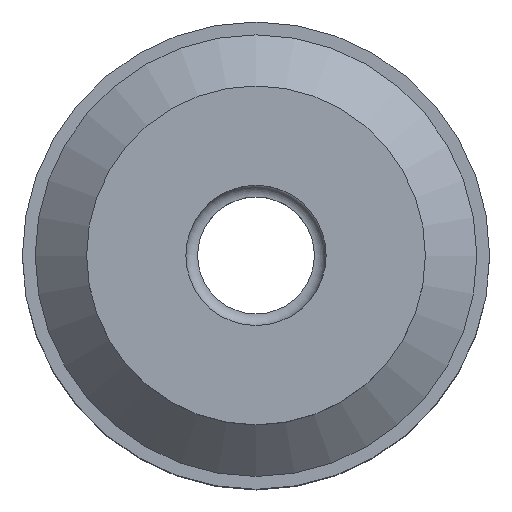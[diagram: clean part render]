
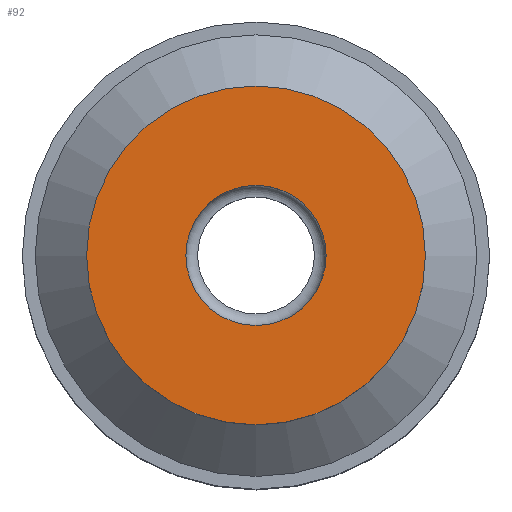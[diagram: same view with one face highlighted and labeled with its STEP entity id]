
A CAD part, top view. The second image highlights one B-rep face of the part: STEP entity #92.
In plain terms, the highlighted planar face has unit normal (0, 0, 1).
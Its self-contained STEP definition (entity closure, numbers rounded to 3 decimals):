
#92 = ADVANCED_FACE( '', ( #177, #178 ), #179, .F. );
#177 = FACE_OUTER_BOUND( '', #343, .T. );
#178 = FACE_BOUND( '', #344, .T. );
#179 = PLANE( '', #345 );
#343 = EDGE_LOOP( '', ( #545 ) );
#344 = EDGE_LOOP( '', ( #546 ) );
#345 = AXIS2_PLACEMENT_3D( '', #547, #548, #549 );
#545 = ORIENTED_EDGE( '', *, *, #774, .F. );
#546 = ORIENTED_EDGE( '', *, *, #760, .T. );
#547 = CARTESIAN_POINT( '', ( 0., -3., 22.9 ) );
#548 = DIRECTION( '', ( 0., 0., -1. ) );
#549 = DIRECTION( '', ( -1., 0., 0. ) );
#760 = EDGE_CURVE( '', #837, #837, #838, .T. );
#774 = EDGE_CURVE( '', #865, #865, #866, .T. );
#837 = VERTEX_POINT( '', #949 );
#838 = CIRCLE( '', #950, 3. );
#865 = VERTEX_POINT( '', #977 );
#866 = CIRCLE( '', #978, 7.25 );
#949 = CARTESIAN_POINT( '', ( -3., 0., 22.9 ) );
#950 = AXIS2_PLACEMENT_3D( '', #1068, #1069, #1070 );
#977 = CARTESIAN_POINT( '', ( -7.25, 0., 22.9 ) );
#978 = AXIS2_PLACEMENT_3D( '', #1110, #1111, #1112 );
#1068 = CARTESIAN_POINT( '', ( 0., 0., 22.9 ) );
#1069 = DIRECTION( '', ( 0., 0., -1. ) );
#1070 = DIRECTION( '', ( -1., 0., 0. ) );
#1110 = CARTESIAN_POINT( '', ( 0., 0., 22.9 ) );
#1111 = DIRECTION( '', ( 0., 0., -1. ) );
#1112 = DIRECTION( '', ( -1., 0., 0. ) );
